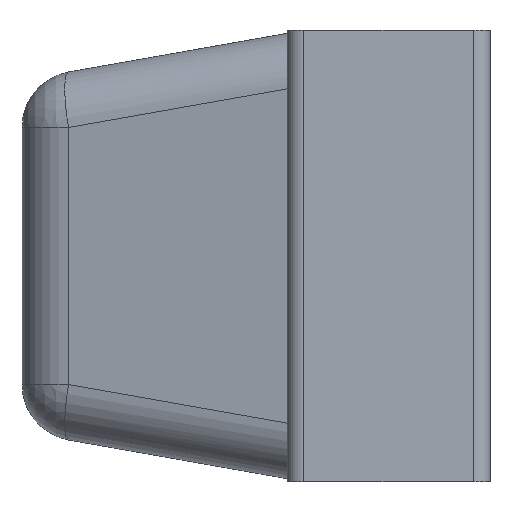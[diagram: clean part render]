
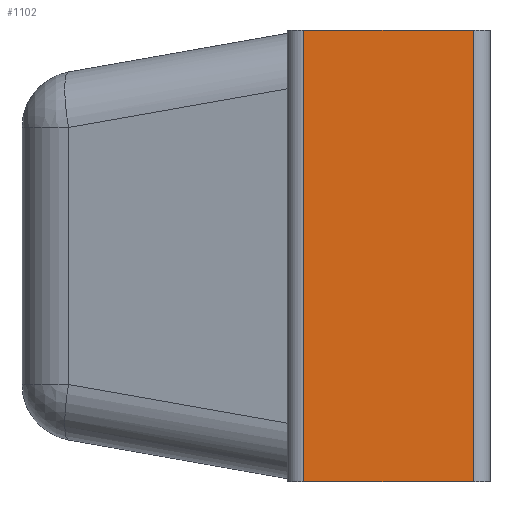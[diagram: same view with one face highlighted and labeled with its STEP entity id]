
A CAD part, left-side view. The second image highlights one B-rep face of the part: STEP entity #1102.
In plain terms, the highlighted planar face has unit normal (-1, 0, 0).
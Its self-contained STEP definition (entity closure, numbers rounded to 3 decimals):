
#93 = ORIENTED_EDGE ( 'NONE', *, *, #1511, .T. ) ;
#171 = CARTESIAN_POINT ( 'NONE',  ( -0.83, 0., -0.4 ) ) ;
#244 = VERTEX_POINT ( 'NONE', #1589 ) ;
#297 = DIRECTION ( 'NONE',  ( 0., -1., 0. ) ) ;
#351 = CARTESIAN_POINT ( 'NONE',  ( -0.83, 0., 0. ) ) ;
#422 = EDGE_CURVE ( 'NONE', #1209, #244, #1851, .T. ) ;
#467 = DIRECTION ( 'NONE',  ( 0., 1., 0. ) ) ;
#503 = LINE ( 'NONE', #171, #899 ) ;
#532 = DIRECTION ( 'NONE',  ( 0., 1., 0. ) ) ;
#665 = VERTEX_POINT ( 'NONE', #1948 ) ;
#814 = CARTESIAN_POINT ( 'NONE',  ( -0.83, 0.3, -0.4 ) ) ;
#860 = ORIENTED_EDGE ( 'NONE', *, *, #938, .T. ) ;
#899 = VECTOR ( 'NONE', #297, 1000. ) ;
#912 = ORIENTED_EDGE ( 'NONE', *, *, #422, .T. ) ;
#938 = EDGE_CURVE ( 'NONE', #1272, #1209, #503, .T. ) ;
#945 = EDGE_LOOP ( 'NONE', ( #860, #912, #93, #1262 ) ) ;
#1002 = DIRECTION ( 'NONE',  ( 0., 0., -1. ) ) ;
#1007 = LINE ( 'NONE', #2216, #1431 ) ;
#1102 = ADVANCED_FACE ( 'NONE', ( #1598 ), #1927, .F. ) ;
#1209 = VERTEX_POINT ( 'NONE', #1516 ) ;
#1224 = CARTESIAN_POINT ( 'NONE',  ( -0.83, 0., 0.4 ) ) ;
#1262 = ORIENTED_EDGE ( 'NONE', *, *, #2299, .T. ) ;
#1272 = VERTEX_POINT ( 'NONE', #2244 ) ;
#1387 = VECTOR ( 'NONE', #2291, 1000. ) ;
#1431 = VECTOR ( 'NONE', #467, 1000. ) ;
#1511 = EDGE_CURVE ( 'NONE', #244, #665, #1007, .T. ) ;
#1516 = CARTESIAN_POINT ( 'NONE',  ( -0.83, 0., -0.4 ) ) ;
#1589 = CARTESIAN_POINT ( 'NONE',  ( -0.83, 0., 0.4 ) ) ;
#1590 = DIRECTION ( 'NONE',  ( 1., 0., 0. ) ) ;
#1598 = FACE_OUTER_BOUND ( 'NONE', #945, .T. ) ;
#1682 = AXIS2_PLACEMENT_3D ( 'NONE', #351, #1590, #532 ) ;
#1742 = VECTOR ( 'NONE', #1002, 1000. ) ;
#1797 = LINE ( 'NONE', #814, #1742 ) ;
#1851 = LINE ( 'NONE', #1224, #1387 ) ;
#1927 = PLANE ( 'NONE',  #1682 ) ;
#1948 = CARTESIAN_POINT ( 'NONE',  ( -0.83, 0.3, 0.4 ) ) ;
#2216 = CARTESIAN_POINT ( 'NONE',  ( -0.83, 0.3, 0.4 ) ) ;
#2244 = CARTESIAN_POINT ( 'NONE',  ( -0.83, 0.3, -0.4 ) ) ;
#2291 = DIRECTION ( 'NONE',  ( 0., 0., 1. ) ) ;
#2299 = EDGE_CURVE ( 'NONE', #665, #1272, #1797, .T. ) ;
